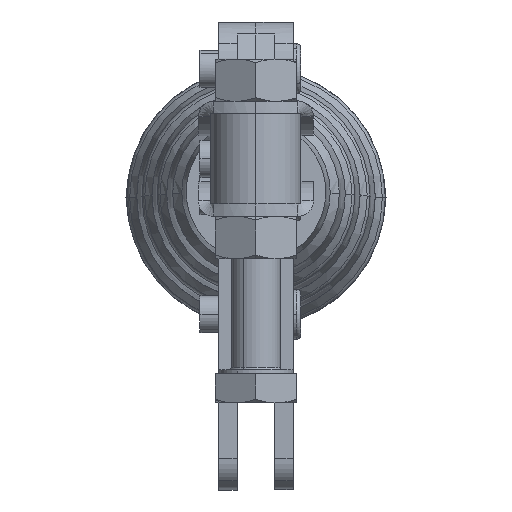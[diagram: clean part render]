
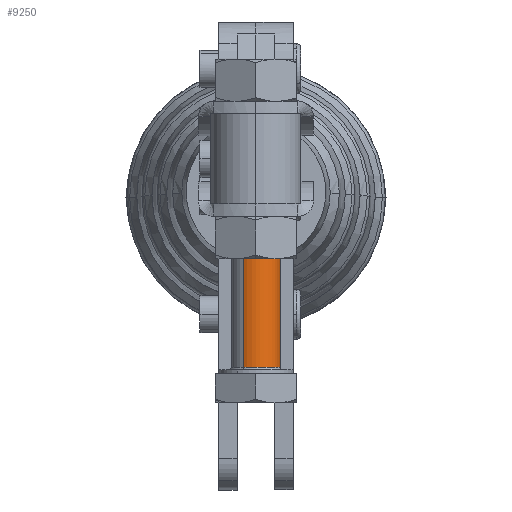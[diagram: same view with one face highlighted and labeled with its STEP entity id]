
A CAD part, left-side view. The second image highlights one B-rep face of the part: STEP entity #9250.
In plain terms, the highlighted cylindrical face has radius 4 mm (diameter 8 mm), a partial arc.
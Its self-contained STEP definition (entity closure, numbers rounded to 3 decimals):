
#1872=CARTESIAN_POINT('',(15.315,-68.27,-9.934));
#1873=VERTEX_POINT('',#1872);
#1882=CARTESIAN_POINT('',(22.244,-68.27,-9.934));
#1883=VERTEX_POINT('',#1882);
#1884=CARTESIAN_POINT('',(18.78,-66.27,-9.934));
#1885=DIRECTION('',(0.,0.,-1.));
#1886=DIRECTION('',(-0.866,0.5,0.));
#1887=AXIS2_PLACEMENT_3D('',#1884,#1885,#1886);
#1888=CIRCLE('',#1887,4.0);
#1889=EDGE_CURVE('',#1883,#1873,#1888,.T.);
#9210=CARTESIAN_POINT('',(18.78,-66.27,-28.246));
#9211=DIRECTION('',(0.,0.,1.0));
#9212=DIRECTION('',(-0.866,0.5,0.));
#9213=AXIS2_PLACEMENT_3D('',#9210,#9211,#9212);
#9214=CYLINDRICAL_SURFACE('',#9213,4.);
#9215=CARTESIAN_POINT('',(15.315,-64.27,-27.846));
#9216=VERTEX_POINT('',#9215);
#9217=CARTESIAN_POINT('',(15.315,-64.27,-9.934));
#9218=VERTEX_POINT('',#9217);
#9219=CARTESIAN_POINT('',(15.315,-64.27,-27.846));
#9220=DIRECTION('',(0.0,0.0,1.0));
#9221=VECTOR('',#9220,17.912);
#9222=LINE('',#9219,#9221);
#9223=EDGE_CURVE('',#9216,#9218,#9222,.T.);
#9224=ORIENTED_EDGE('',*,*,#9223,.F.);
#9225=CARTESIAN_POINT('',(22.244,-68.27,-27.846));
#9226=VERTEX_POINT('',#9225);
#9227=CARTESIAN_POINT('',(18.78,-66.27,-27.846));
#9228=DIRECTION('',(0.,0.,-1.));
#9229=DIRECTION('',(-0.866,0.5,0.));
#9230=AXIS2_PLACEMENT_3D('',#9227,#9228,#9229);
#9231=CIRCLE('',#9230,4.0);
#9232=EDGE_CURVE('',#9226,#9216,#9231,.T.);
#9233=ORIENTED_EDGE('',*,*,#9232,.F.);
#9234=CARTESIAN_POINT('',(22.244,-68.27,-9.934));
#9235=DIRECTION('',(0.0,0.0,-1.0));
#9236=VECTOR('',#9235,17.912);
#9237=LINE('',#9234,#9236);
#9238=EDGE_CURVE('',#1883,#9226,#9237,.T.);
#9239=ORIENTED_EDGE('',*,*,#9238,.F.);
#9240=ORIENTED_EDGE('',*,*,#1889,.T.);
#9241=CARTESIAN_POINT('',(18.78,-66.27,-9.934));
#9242=DIRECTION('',(0.,0.,-1.));
#9243=DIRECTION('',(-0.866,0.5,0.));
#9244=AXIS2_PLACEMENT_3D('',#9241,#9242,#9243);
#9245=CIRCLE('',#9244,4.0);
#9246=EDGE_CURVE('',#1873,#9218,#9245,.T.);
#9247=ORIENTED_EDGE('',*,*,#9246,.T.);
#9248=EDGE_LOOP('',(#9224,#9233,#9239,#9240,#9247));
#9249=FACE_OUTER_BOUND('',#9248,.T.);
#9250=ADVANCED_FACE('',(#9249),#9214,.T.);
